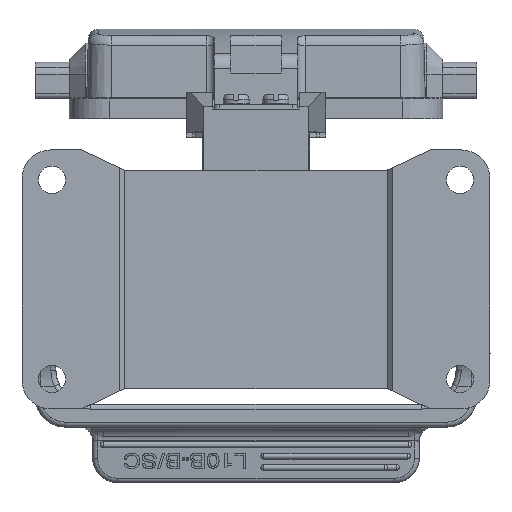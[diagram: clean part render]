
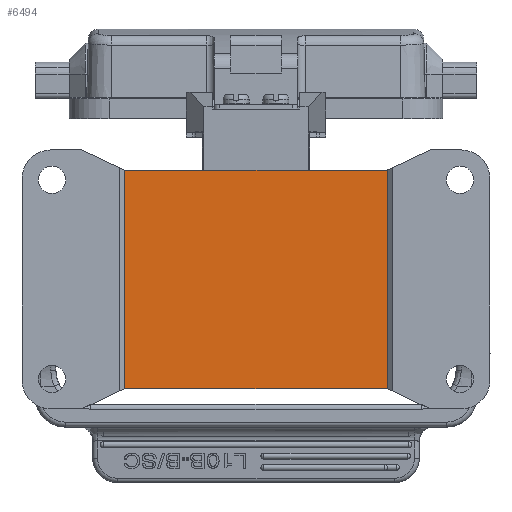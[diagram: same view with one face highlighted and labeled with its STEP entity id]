
A CAD part, front view. The second image highlights one B-rep face of the part: STEP entity #6494.
In plain terms, the highlighted planar face has unit normal (0, -1, 0).
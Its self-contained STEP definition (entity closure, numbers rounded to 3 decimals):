
#4592=B_SPLINE_CURVE_WITH_KNOTS('',3,(#63852,#63853,#63854,#63855),
 .UNSPECIFIED.,.F.,.F.,(4,4),(0.,1.),.UNSPECIFIED.);
#4714=B_SPLINE_CURVE_WITH_KNOTS('',3,(#65843,#65844,#65845,#65846),
 .UNSPECIFIED.,.F.,.F.,(4,4),(0.,1.),.UNSPECIFIED.);
#4716=B_SPLINE_CURVE_WITH_KNOTS('',3,(#65863,#65864,#65865,#65866),
 .UNSPECIFIED.,.F.,.F.,(4,4),(0.,1.),.UNSPECIFIED.);
#4718=B_SPLINE_CURVE_WITH_KNOTS('',3,(#65877,#65878,#65879,#65880),
 .UNSPECIFIED.,.F.,.F.,(4,4),(0.,1.),.UNSPECIFIED.);
#4720=B_SPLINE_CURVE_WITH_KNOTS('',3,(#65887,#65888,#65889,#65890),
 .UNSPECIFIED.,.F.,.F.,(4,4),(0.,1.),.UNSPECIFIED.);
#4721=B_SPLINE_CURVE_WITH_KNOTS('',3,(#65891,#65892,#65893,#65894),
 .UNSPECIFIED.,.F.,.F.,(4,4),(0.,1.),.UNSPECIFIED.);
#4722=B_SPLINE_CURVE_WITH_KNOTS('',3,(#65896,#65897,#65898,#65899),
 .UNSPECIFIED.,.F.,.F.,(4,4),(0.,1.),.UNSPECIFIED.);
#4723=B_SPLINE_CURVE_WITH_KNOTS('',3,(#65901,#65902,#65903,#65904),
 .UNSPECIFIED.,.F.,.F.,(4,4),(0.,1.),.UNSPECIFIED.);
#6494=ADVANCED_FACE('',(#9059),#7532,.T.);
#7532=PLANE('',#36529);
#9059=FACE_OUTER_BOUND('',#11045,.T.);
#11045=EDGE_LOOP('',(#19256,#19257,#19258,#19259,#19260,#19261,#19262,#19263));
#19256=ORIENTED_EDGE('',*,*,#28727,.F.);
#19257=ORIENTED_EDGE('',*,*,#27979,.T.);
#19258=ORIENTED_EDGE('',*,*,#28733,.F.);
#19259=ORIENTED_EDGE('',*,*,#28720,.F.);
#19260=ORIENTED_EDGE('',*,*,#28734,.F.);
#19261=ORIENTED_EDGE('',*,*,#28735,.F.);
#19262=ORIENTED_EDGE('',*,*,#28736,.F.);
#19263=ORIENTED_EDGE('',*,*,#28731,.F.);
#23615=VERTEX_POINT('',#63851);
#23616=VERTEX_POINT('',#63856);
#24099=VERTEX_POINT('',#65842);
#24100=VERTEX_POINT('',#65847);
#24105=VERTEX_POINT('',#65867);
#24108=VERTEX_POINT('',#65881);
#24109=VERTEX_POINT('',#65895);
#24110=VERTEX_POINT('',#65900);
#27979=EDGE_CURVE('',#23616,#23615,#4592,.T.);
#28720=EDGE_CURVE('',#24099,#24100,#4714,.T.);
#28727=EDGE_CURVE('',#23616,#24105,#4716,.T.);
#28731=EDGE_CURVE('',#24105,#24108,#4718,.T.);
#28733=EDGE_CURVE('',#24100,#23615,#4720,.T.);
#28734=EDGE_CURVE('',#24109,#24099,#4721,.T.);
#28735=EDGE_CURVE('',#24110,#24109,#4722,.T.);
#28736=EDGE_CURVE('',#24108,#24110,#4723,.T.);
#36529=AXIS2_PLACEMENT_3D('',#65905,#43302,#43303);
#43302=DIRECTION('',(0.,-1.,0.));
#43303=DIRECTION('',(-1.,0.,0.));
#63851=CARTESIAN_POINT('',(-0.65,50.375,62.434));
#63852=CARTESIAN_POINT('',(52.055,50.375,62.434));
#63853=CARTESIAN_POINT('',(34.487,50.375,62.434));
#63854=CARTESIAN_POINT('',(16.918,50.375,62.434));
#63855=CARTESIAN_POINT('',(-0.65,50.375,62.434));
#63856=CARTESIAN_POINT('',(52.055,50.375,62.434));
#65842=CARTESIAN_POINT('',(-0.668,50.375,18.594));
#65843=CARTESIAN_POINT('',(-0.668,50.376,18.594));
#65844=CARTESIAN_POINT('',(-0.668,50.376,33.21));
#65845=CARTESIAN_POINT('',(-0.668,50.376,47.826));
#65846=CARTESIAN_POINT('',(-0.668,50.376,62.441));
#65847=CARTESIAN_POINT('',(-0.668,50.375,62.441));
#65863=CARTESIAN_POINT('',(52.055,50.375,62.434));
#65864=CARTESIAN_POINT('',(52.061,50.375,62.436));
#65865=CARTESIAN_POINT('',(52.066,50.375,62.439));
#65866=CARTESIAN_POINT('',(52.072,50.375,62.442));
#65867=CARTESIAN_POINT('',(52.073,50.375,62.44));
#65877=CARTESIAN_POINT('',(52.073,50.376,62.44));
#65878=CARTESIAN_POINT('',(52.073,50.376,47.825));
#65879=CARTESIAN_POINT('',(52.073,50.376,33.209));
#65880=CARTESIAN_POINT('',(52.073,50.376,18.593));
#65881=CARTESIAN_POINT('',(52.073,50.375,18.593));
#65887=CARTESIAN_POINT('',(-0.667,50.375,62.442));
#65888=CARTESIAN_POINT('',(-0.662,50.375,62.439));
#65889=CARTESIAN_POINT('',(-0.656,50.375,62.436));
#65890=CARTESIAN_POINT('',(-0.65,50.375,62.434));
#65891=CARTESIAN_POINT('',(-0.65,50.375,18.601));
#65892=CARTESIAN_POINT('',(-0.656,50.375,18.598));
#65893=CARTESIAN_POINT('',(-0.661,50.375,18.596));
#65894=CARTESIAN_POINT('',(-0.667,50.375,18.593));
#65895=CARTESIAN_POINT('',(-0.65,50.375,18.6));
#65896=CARTESIAN_POINT('',(52.055,50.375,18.601));
#65897=CARTESIAN_POINT('',(34.487,50.375,18.601));
#65898=CARTESIAN_POINT('',(16.918,50.375,18.601));
#65899=CARTESIAN_POINT('',(-0.65,50.375,18.601));
#65900=CARTESIAN_POINT('',(52.055,50.375,18.601));
#65901=CARTESIAN_POINT('',(52.073,50.375,18.593));
#65902=CARTESIAN_POINT('',(52.067,50.375,18.595));
#65903=CARTESIAN_POINT('',(52.061,50.375,18.598));
#65904=CARTESIAN_POINT('',(52.055,50.375,18.601));
#65905=CARTESIAN_POINT('',(25.703,50.375,40.517));
